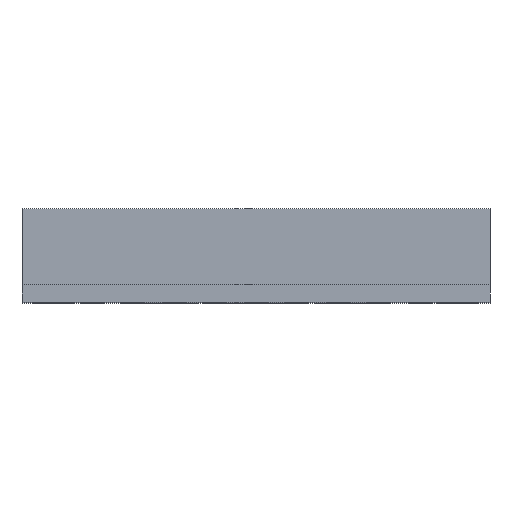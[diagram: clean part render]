
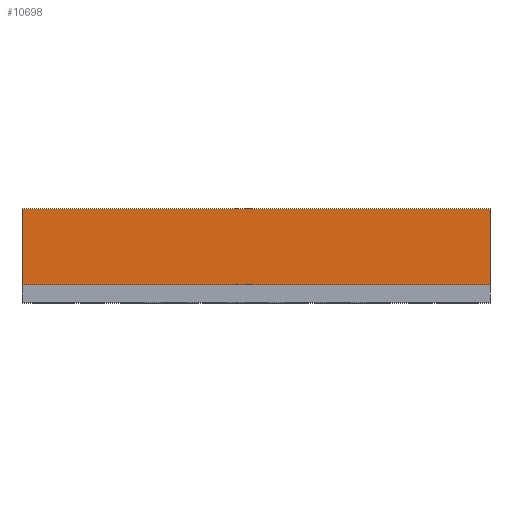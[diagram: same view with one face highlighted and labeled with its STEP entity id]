
A CAD part, top view. The second image highlights one B-rep face of the part: STEP entity #10698.
In plain terms, the highlighted planar face has unit normal (0, 0, 1).
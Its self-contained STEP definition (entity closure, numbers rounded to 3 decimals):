
#87 = CARTESIAN_POINT ( 'NONE',  ( -4., 1.6, 5. ) ) ;
#185 = EDGE_CURVE ( 'NONE', #16496, #17140, #2094, .T. ) ;
#1459 = ORIENTED_EDGE ( 'NONE', *, *, #185, .F. ) ;
#1494 = DIRECTION ( 'NONE',  ( 1., 0., 0. ) ) ;
#1613 = CARTESIAN_POINT ( 'NONE',  ( -4., 0.3, 5. ) ) ;
#2094 = LINE ( 'NONE', #14663, #10890 ) ;
#2106 = EDGE_CURVE ( 'NONE', #5446, #17140, #2457, .T. ) ;
#2457 = LINE ( 'NONE', #12035, #9331 ) ;
#3103 = DIRECTION ( 'NONE',  ( 0., -1., 0. ) ) ;
#5041 = EDGE_LOOP ( 'NONE', ( #11089, #11438, #1459, #6203 ) ) ;
#5446 = VERTEX_POINT ( 'NONE', #1613 ) ;
#6203 = ORIENTED_EDGE ( 'NONE', *, *, #13604, .F. ) ;
#7489 = VECTOR ( 'NONE', #8339, 1000. ) ;
#7863 = DIRECTION ( 'NONE',  ( 0., -1., 0. ) ) ;
#8092 = AXIS2_PLACEMENT_3D ( 'NONE', #87, #16583, #8381 ) ;
#8271 = FACE_OUTER_BOUND ( 'NONE', #5041, .T. ) ;
#8339 = DIRECTION ( 'NONE',  ( 1., 0., 0. ) ) ;
#8381 = DIRECTION ( 'NONE',  ( -1., 0., 0. ) ) ;
#9022 = CARTESIAN_POINT ( 'NONE',  ( -4., 1.6, 5. ) ) ;
#9331 = VECTOR ( 'NONE', #1494, 1000. ) ;
#9593 = EDGE_CURVE ( 'NONE', #15840, #5446, #17490, .T. ) ;
#9820 = CARTESIAN_POINT ( 'NONE',  ( -4., 1.6, 5. ) ) ;
#9892 = CARTESIAN_POINT ( 'NONE',  ( -4., 1.6, 5. ) ) ;
#10185 = VECTOR ( 'NONE', #3103, 1000. ) ;
#10698 = ADVANCED_FACE ( 'NONE', ( #8271 ), #12422, .F. ) ;
#10890 = VECTOR ( 'NONE', #7863, 1000. ) ;
#11089 = ORIENTED_EDGE ( 'NONE', *, *, #9593, .T. ) ;
#11438 = ORIENTED_EDGE ( 'NONE', *, *, #2106, .T. ) ;
#12035 = CARTESIAN_POINT ( 'NONE',  ( -4., 0.3, 5. ) ) ;
#12422 = PLANE ( 'NONE',  #8092 ) ;
#13604 = EDGE_CURVE ( 'NONE', #15840, #16496, #15409, .T. ) ;
#14663 = CARTESIAN_POINT ( 'NONE',  ( 4., 1.6, 5. ) ) ;
#15009 = CARTESIAN_POINT ( 'NONE',  ( 4., 0.3, 5. ) ) ;
#15409 = LINE ( 'NONE', #9820, #7489 ) ;
#15840 = VERTEX_POINT ( 'NONE', #9022 ) ;
#15961 = CARTESIAN_POINT ( 'NONE',  ( 4., 1.6, 5. ) ) ;
#16496 = VERTEX_POINT ( 'NONE', #15961 ) ;
#16583 = DIRECTION ( 'NONE',  ( 0., 0., -1. ) ) ;
#17140 = VERTEX_POINT ( 'NONE', #15009 ) ;
#17490 = LINE ( 'NONE', #9892, #10185 ) ;
